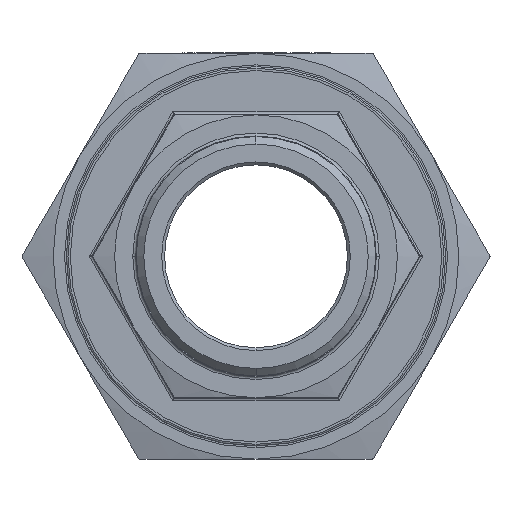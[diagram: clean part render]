
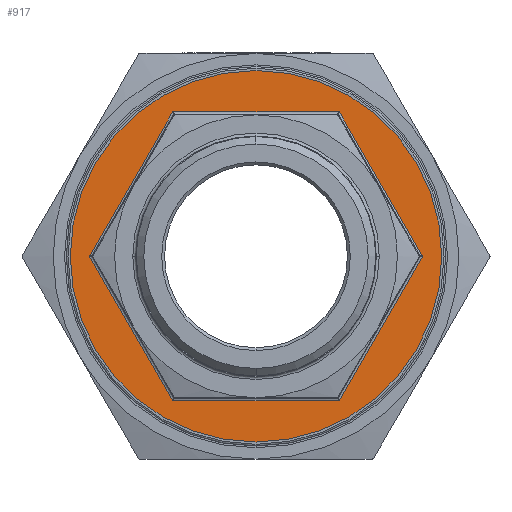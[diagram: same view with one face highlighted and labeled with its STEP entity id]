
A CAD part, left-side view. The second image highlights one B-rep face of the part: STEP entity #917.
In plain terms, the highlighted planar face has unit normal (-1, 0, 0).
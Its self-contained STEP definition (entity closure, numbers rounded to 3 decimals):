
#181 = EDGE_CURVE ( 'NONE', #11361, #2408, #11871, .T. ) ;
#350 = VECTOR ( 'NONE', #7069, 1000. ) ;
#413 = CARTESIAN_POINT ( 'NONE',  ( -13., 25.439, -6.438 ) ) ;
#549 = VERTEX_POINT ( 'NONE', #12356 ) ;
#647 = DIRECTION ( 'NONE',  ( -1., 0., 0. ) ) ;
#658 = EDGE_CURVE ( 'NONE', #7549, #549, #7269, .T. ) ;
#698 = DIRECTION ( 'NONE',  ( 0., 0., 1. ) ) ;
#886 = EDGE_CURVE ( 'NONE', #1686, #3866, #10091, .T. ) ;
#917 = ADVANCED_FACE ( 'NONE', ( #2105, #13798 ), #5557, .F. ) ;
#1107 = VECTOR ( 'NONE', #1946, 1000. ) ;
#1686 = VERTEX_POINT ( 'NONE', #2324 ) ;
#1905 = CARTESIAN_POINT ( 'NONE',  ( -13., 18.295, 18.812 ) ) ;
#1938 = DIRECTION ( 'NONE',  ( 0., 0.5, 0.866 ) ) ;
#1946 = DIRECTION ( 'NONE',  ( 0., 0.5, -0.866 ) ) ;
#2105 = FACE_OUTER_BOUND ( 'NONE', #10352, .T. ) ;
#2277 = VERTEX_POINT ( 'NONE', #13357 ) ;
#2324 = CARTESIAN_POINT ( 'NONE',  ( -13., -14.578, 25.25 ) ) ;
#2408 = VERTEX_POINT ( 'NONE', #12385 ) ;
#2886 = CARTESIAN_POINT ( 'NONE',  ( -13., 29.156, 0. ) ) ;
#3026 = EDGE_CURVE ( 'NONE', #3848, #11361, #6834, .T. ) ;
#3307 = VECTOR ( 'NONE', #4598, 1000. ) ;
#3589 = DIRECTION ( 'NONE',  ( 0., 1., 0. ) ) ;
#3624 = VECTOR ( 'NONE', #7985, 1000. ) ;
#3848 = VERTEX_POINT ( 'NONE', #2886 ) ;
#3866 = VERTEX_POINT ( 'NONE', #11616 ) ;
#4348 = CARTESIAN_POINT ( 'NONE',  ( -13., -18.295, -18.812 ) ) ;
#4419 = ORIENTED_EDGE ( 'NONE', *, *, #4955, .F. ) ;
#4533 = ORIENTED_EDGE ( 'NONE', *, *, #658, .T. ) ;
#4598 = DIRECTION ( 'NONE',  ( 0., 1., 0. ) ) ;
#4864 = DIRECTION ( 'NONE',  ( 1., 0., 0. ) ) ;
#4955 = EDGE_CURVE ( 'NONE', #2277, #1686, #11556, .T. ) ;
#5063 = CARTESIAN_POINT ( 'NONE',  ( -13., 7.145, -25.25 ) ) ;
#5272 = ORIENTED_EDGE ( 'NONE', *, *, #3026, .F. ) ;
#5557 = PLANE ( 'NONE',  #10976 ) ;
#6338 = EDGE_CURVE ( 'NONE', #549, #7549, #8809, .T. ) ;
#6602 = DIRECTION ( 'NONE',  ( 0., -0.5, 0.866 ) ) ;
#6721 = DIRECTION ( 'NONE',  ( 0., 0., 1. ) ) ;
#6745 = ORIENTED_EDGE ( 'NONE', *, *, #6338, .T. ) ;
#6811 = CARTESIAN_POINT ( 'NONE',  ( -13., 0., 0. ) ) ;
#6834 = LINE ( 'NONE', #413, #3624 ) ;
#7036 = EDGE_LOOP ( 'NONE', ( #5272, #10156, #10216, #4419, #11405, #9954 ) ) ;
#7069 = DIRECTION ( 'NONE',  ( 0., -1., 0. ) ) ;
#7269 = CIRCLE ( 'NONE', #13047, 32.5 ) ;
#7305 = EDGE_CURVE ( 'NONE', #2408, #2277, #10278, .T. ) ;
#7399 = VECTOR ( 'NONE', #6602, 1000. ) ;
#7549 = VERTEX_POINT ( 'NONE', #10553 ) ;
#7985 = DIRECTION ( 'NONE',  ( 0., -0.5, -0.866 ) ) ;
#8230 = CARTESIAN_POINT ( 'NONE',  ( -13., -25.439, 6.438 ) ) ;
#8569 = CARTESIAN_POINT ( 'NONE',  ( -13., -7.145, 25.25 ) ) ;
#8809 = CIRCLE ( 'NONE', #12584, 32.5 ) ;
#9377 = CARTESIAN_POINT ( 'NONE',  ( -13., 0., 0. ) ) ;
#9954 = ORIENTED_EDGE ( 'NONE', *, *, #181, .F. ) ;
#10091 = LINE ( 'NONE', #8569, #3307 ) ;
#10156 = ORIENTED_EDGE ( 'NONE', *, *, #11515, .F. ) ;
#10216 = ORIENTED_EDGE ( 'NONE', *, *, #886, .F. ) ;
#10278 = LINE ( 'NONE', #4348, #7399 ) ;
#10352 = EDGE_LOOP ( 'NONE', ( #4533, #6745 ) ) ;
#10553 = CARTESIAN_POINT ( 'NONE',  ( -13., 0., 32.5 ) ) ;
#10976 = AXIS2_PLACEMENT_3D ( 'NONE', #11065, #4864, #3589 ) ;
#11065 = CARTESIAN_POINT ( 'NONE',  ( -13., 0., 0. ) ) ;
#11114 = DIRECTION ( 'NONE',  ( -1., 0., 0. ) ) ;
#11215 = VECTOR ( 'NONE', #1938, 1000. ) ;
#11361 = VERTEX_POINT ( 'NONE', #11373 ) ;
#11373 = CARTESIAN_POINT ( 'NONE',  ( -13., 14.578, -25.25 ) ) ;
#11405 = ORIENTED_EDGE ( 'NONE', *, *, #7305, .F. ) ;
#11515 = EDGE_CURVE ( 'NONE', #3866, #3848, #13469, .T. ) ;
#11556 = LINE ( 'NONE', #8230, #11215 ) ;
#11616 = CARTESIAN_POINT ( 'NONE',  ( -13., 14.578, 25.25 ) ) ;
#11871 = LINE ( 'NONE', #5063, #350 ) ;
#12356 = CARTESIAN_POINT ( 'NONE',  ( -13., 0., -32.5 ) ) ;
#12385 = CARTESIAN_POINT ( 'NONE',  ( -13., -14.578, -25.25 ) ) ;
#12584 = AXIS2_PLACEMENT_3D ( 'NONE', #6811, #11114, #6721 ) ;
#13047 = AXIS2_PLACEMENT_3D ( 'NONE', #9377, #647, #698 ) ;
#13357 = CARTESIAN_POINT ( 'NONE',  ( -13., -29.156, 0. ) ) ;
#13469 = LINE ( 'NONE', #1905, #1107 ) ;
#13798 = FACE_BOUND ( 'NONE', #7036, .T. ) ;
